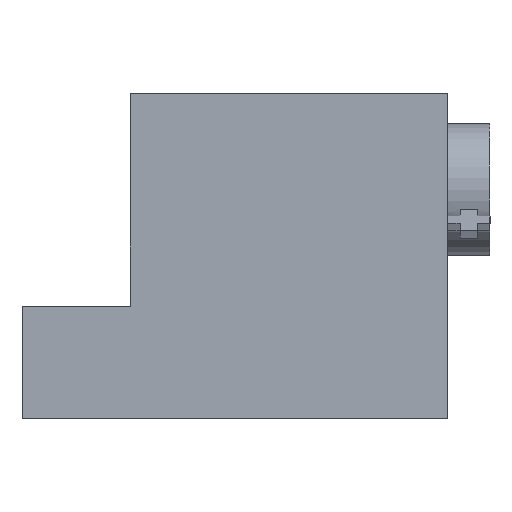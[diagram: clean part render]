
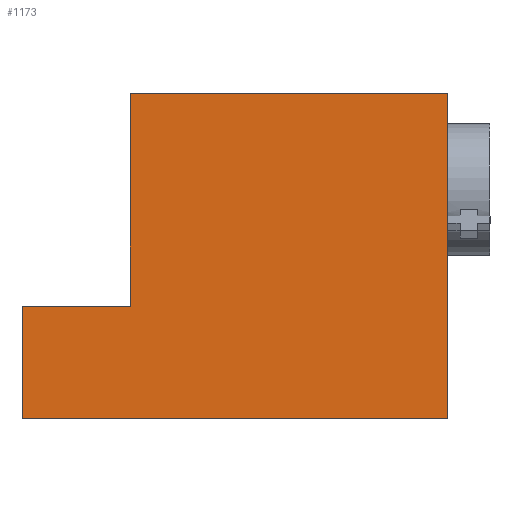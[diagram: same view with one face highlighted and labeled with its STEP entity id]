
A CAD part, left-side view. The second image highlights one B-rep face of the part: STEP entity #1173.
In plain terms, the highlighted planar face has unit normal (-1, 0, 0).
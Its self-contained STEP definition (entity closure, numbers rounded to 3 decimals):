
#105=FACE_OUTER_BOUND('',#172,.T.);
#172=EDGE_LOOP('',(#1020,#1021,#1022,#1023,#1024,#1025));
#241=LINE('',#1723,#387);
#300=LINE('',#1849,#446);
#301=LINE('',#1851,#447);
#311=LINE('',#1873,#457);
#321=LINE('',#1892,#467);
#322=LINE('',#1893,#468);
#387=VECTOR('',#1398,10.);
#446=VECTOR('',#1511,10.);
#447=VECTOR('',#1514,10.);
#457=VECTOR('',#1536,10.);
#467=VECTOR('',#1554,10.);
#468=VECTOR('',#1555,10.);
#528=VERTEX_POINT('',#1720);
#529=VERTEX_POINT('',#1722);
#568=VERTEX_POINT('',#1845);
#569=VERTEX_POINT('',#1847);
#575=VERTEX_POINT('',#1872);
#580=VERTEX_POINT('',#1891);
#653=EDGE_CURVE('',#528,#529,#241,.T.);
#716=EDGE_CURVE('',#568,#569,#300,.F.);
#717=EDGE_CURVE('',#569,#529,#301,.T.);
#727=EDGE_CURVE('',#568,#575,#311,.F.);
#737=EDGE_CURVE('',#528,#580,#321,.T.);
#738=EDGE_CURVE('',#575,#580,#322,.F.);
#1020=ORIENTED_EDGE('',*,*,#716,.T.);
#1021=ORIENTED_EDGE('',*,*,#717,.T.);
#1022=ORIENTED_EDGE('',*,*,#653,.F.);
#1023=ORIENTED_EDGE('',*,*,#737,.T.);
#1024=ORIENTED_EDGE('',*,*,#738,.F.);
#1025=ORIENTED_EDGE('',*,*,#727,.F.);
#1114=PLANE('',#1263);
#1173=ADVANCED_FACE('',(#105),#1114,.T.);
#1263=AXIS2_PLACEMENT_3D('',#1890,#1552,#1553);
#1398=DIRECTION('',(0.,1.,0.));
#1511=DIRECTION('',(0.,-1.,0.));
#1514=DIRECTION('',(0.,0.,-1.));
#1536=DIRECTION('',(0.,0.,-1.));
#1552=DIRECTION('center_axis',(-1.,0.,0.));
#1553=DIRECTION('ref_axis',(0.,-1.,0.));
#1554=DIRECTION('',(0.,0.,1.));
#1555=DIRECTION('',(0.,1.,0.));
#1720=CARTESIAN_POINT('',(-12.1,-21.15,-18.2));
#1722=CARTESIAN_POINT('',(-12.1,28.85,-18.2));
#1723=CARTESIAN_POINT('',(-12.1,15.988,-18.2));
#1845=CARTESIAN_POINT('',(-12.1,16.15,-5.));
#1847=CARTESIAN_POINT('',(-12.1,28.85,-5.));
#1849=CARTESIAN_POINT('',(-12.1,15.,-5.));
#1851=CARTESIAN_POINT('',(-12.1,28.85,0.));
#1872=CARTESIAN_POINT('',(-12.1,16.15,20.));
#1873=CARTESIAN_POINT('',(-12.1,16.15,0.));
#1890=CARTESIAN_POINT('Origin',(-12.1,21.15,0.));
#1891=CARTESIAN_POINT('',(-12.1,-21.15,20.));
#1892=CARTESIAN_POINT('',(-12.1,-21.15,0.));
#1893=CARTESIAN_POINT('',(-12.1,10.575,20.));
